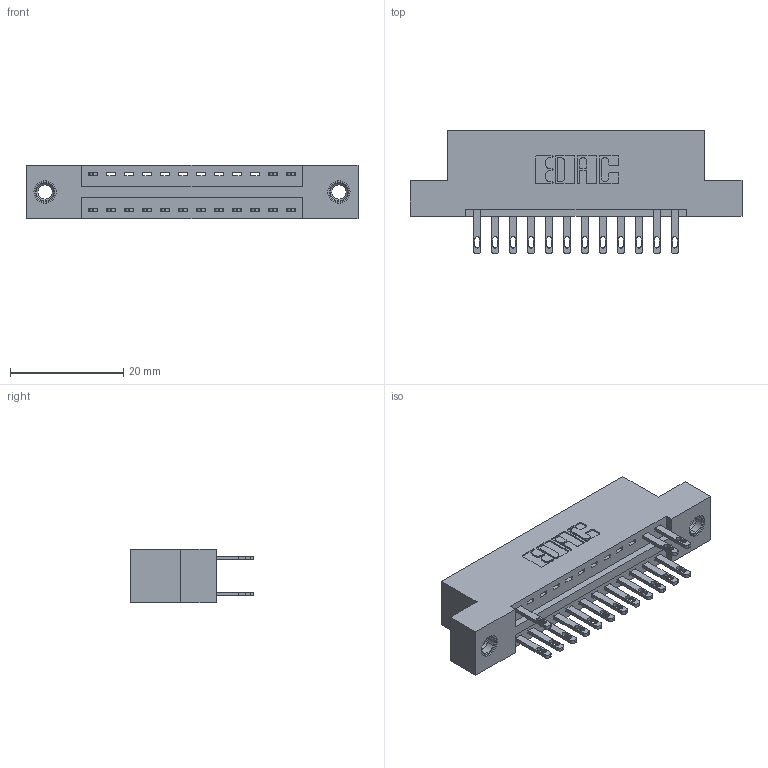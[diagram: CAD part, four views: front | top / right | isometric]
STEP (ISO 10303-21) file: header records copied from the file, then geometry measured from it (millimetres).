
FILE_DESCRIPTION (( 'STEP AP203' ), '1' );
FILE_NAME ('346-024-500-207.STEP', '2018-08-21T02:36:58', ( '' ), ( '' ), 'SwSTEP 2.0', 'SolidWorks 2016', '' );
FILE_SCHEMA (( 'CONFIG_CONTROL_DESIGN' ));
Length unit declared in the file: inch
Products named in the file (4): 346 Part_Flush Mounting Lugs - 0.156 Dia-TI; 345-292-001_345-293-100; 345-250-001_345-250-005-103; 346-024-500-207
Assembly tree (18 placements, depth 2):
  346-024-500-207
    346 Part_Flush Mounting Lugs - 0.156 Dia-TI
    345-292-001_345-293-100  x15
    345-250-001_345-250-005-103  x2
Bounding box: 58.67 x 21.84 x 9.4 mm (x, y, z)
Volume: 5439.8 mm3; surface area: 6729.5 mm2
Topology: 18 solids, 18 shells, 956 faces, 2859 edges, 1898 vertices
Faces by surface type: plane 588, cylinder 352, cone 12, torus 4
Entity records: 12698 total; most frequent: CARTESIAN_POINT 2154, ORIENTED_EDGE 2090, DIRECTION 1969, EDGE_CURVE 1045, VECTOR 841, LINE 841, VERTEX_POINT 692, AXIS2_PLACEMENT_3D 564
